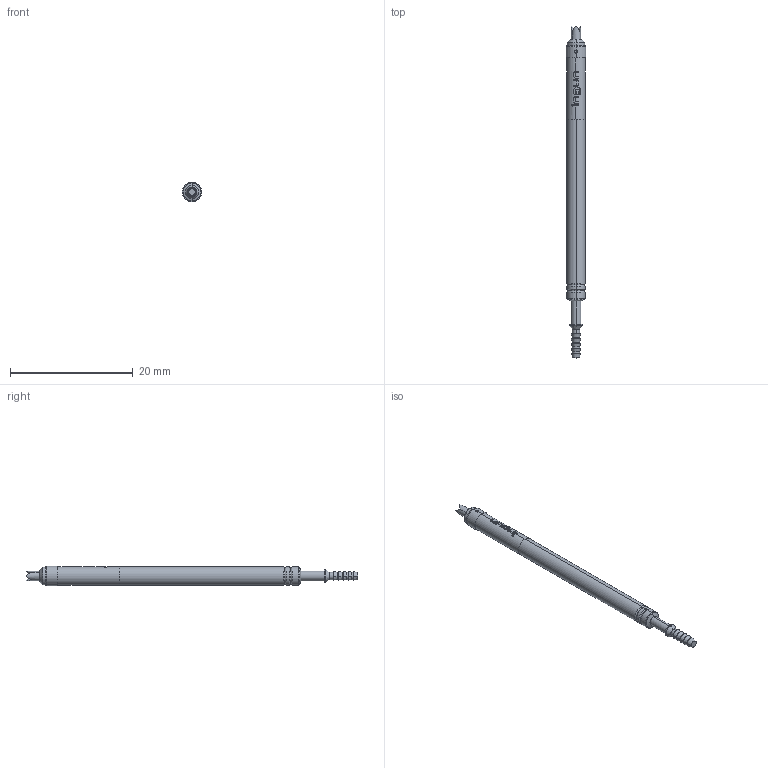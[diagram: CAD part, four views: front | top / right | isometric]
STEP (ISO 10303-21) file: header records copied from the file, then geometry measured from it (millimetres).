
FILE_DESCRIPTION (( 'STEP AP203' ), '1' );
FILE_NAME ('INGUN_PKS-299_204_150_R_xx02_BH.STEP', '2022-03-03T08:45:13', ( 'ochi' ), ( '' ), 'SwSTEP 2.0', 'SolidWorks 2018', '' );
FILE_SCHEMA (( 'CONFIG_CONTROL_DESIGN' ));
Length unit declared in the file: millimetre
Products named in the file (1): INGUN_PKS-299_204_150_R_xx02_BH
Bounding box: 3.2 x 54.1 x 3.2 mm (x, y, z)
Volume: 314.6 mm3; surface area: 470.9 mm2
Topology: 1 solids, 1 shells, 171 faces, 428 edges, 271 vertices
Faces by surface type: plane 66, cylinder 49, bspline 30, cone 18, torus 8
Entity records: 6881 total; most frequent: CARTESIAN_POINT 3245, ORIENTED_EDGE 856, DIRECTION 556, EDGE_CURVE 428, VERTEX_POINT 271, B_SPLINE_CURVE_WITH_KNOTS 242, AXIS2_PLACEMENT_3D 236, EDGE_LOOP 183
